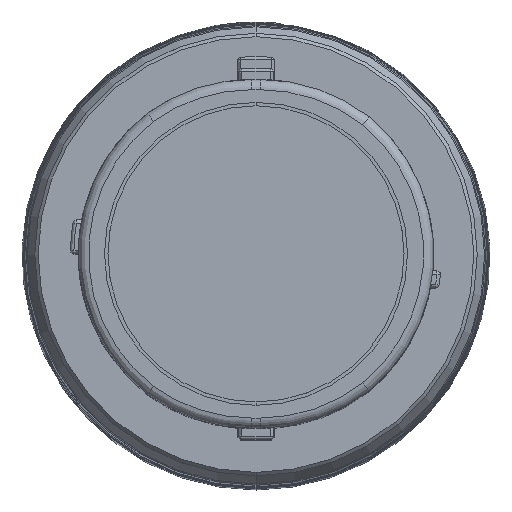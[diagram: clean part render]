
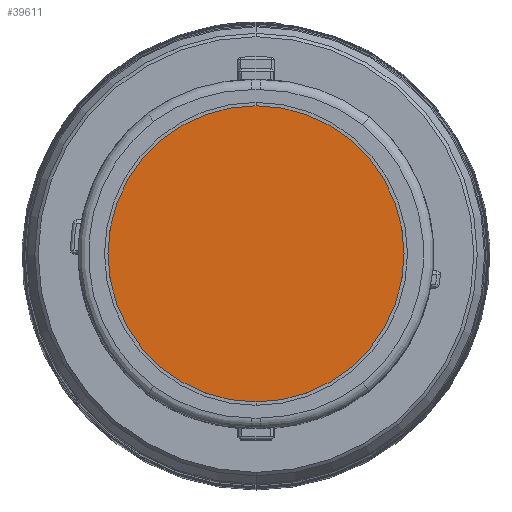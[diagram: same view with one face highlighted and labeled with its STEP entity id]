
A CAD part, top view. The second image highlights one B-rep face of the part: STEP entity #39611.
In plain terms, the highlighted planar face has unit normal (0, 0, 1).
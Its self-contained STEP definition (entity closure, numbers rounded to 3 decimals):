
#12418=CARTESIAN_POINT('',(0.,0.,47.55));
#12419=DIRECTION('',(0.,0.,1.));
#12420=DIRECTION('',(0.,1.,0.));
#12421=AXIS2_PLACEMENT_3D('',#12418,#12419,#12420);
#12428=CARTESIAN_POINT('',(0.,0.,47.55));
#12429=DIRECTION('',(0.,0.,1.));
#12430=DIRECTION('',(0.,-1.,0.));
#12431=AXIS2_PLACEMENT_3D('',#12428,#12429,#12430);
#20899=CARTESIAN_POINT('',(0.,8.9,47.55));
#20900=CARTESIAN_POINT('',(0.,-8.9,47.55));
#20901=VERTEX_POINT('',#20899);
#20902=VERTEX_POINT('',#20900);
#39601=CARTESIAN_POINT('',(0.,0.,47.55));
#39602=DIRECTION('',(0.,0.,-1.));
#39603=DIRECTION('',(0.,-1.,0.));
#39604=AXIS2_PLACEMENT_3D('',#39601,#39602,#39603);
#39605=PLANE('',#39604);
#39606=ORIENTED_EDGE('',*,*,#39591,.F.);
#39608=ORIENTED_EDGE('',*,*,#39607,.F.);
#39609=EDGE_LOOP('',(#39606,#39608));
#39610=FACE_OUTER_BOUND('',#39609,.F.);
#39611=ADVANCED_FACE('',(#39610),#39605,.F.);
#12422=CIRCLE('',#12421,8.9);
#12432=CIRCLE('',#12431,8.9);
#39591=EDGE_CURVE('',#20901,#20902,#12422,.T.);
#39607=EDGE_CURVE('',#20902,#20901,#12432,.T.);
